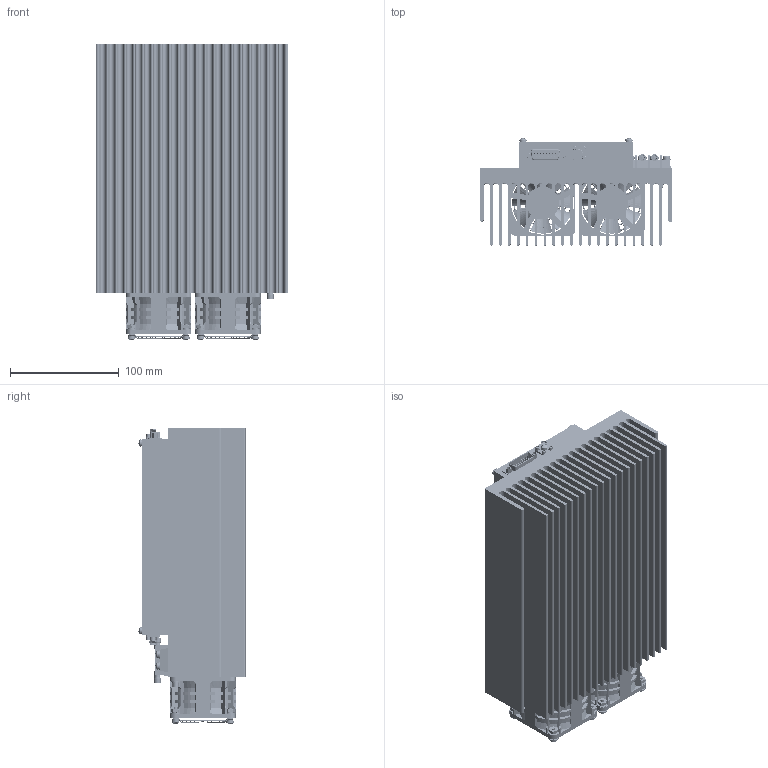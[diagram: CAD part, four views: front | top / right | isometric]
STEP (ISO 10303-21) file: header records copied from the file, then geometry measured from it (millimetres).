
FILE_DESCRIPTION (( 'STEP AP203' ), '1' );
FILE_NAME ('FMAM5033F_3D.step', '2022-08-03T16:25:17', ( '' ), ( '' ), 'SwSTEP 2.0', 'SolidWorks 2021', '' );
FILE_SCHEMA (( 'CONFIG_CONTROL_DESIGN' ));
Length unit declared in the file: inch
Products named in the file (44): ^__PE15A5033F_3D(2)_FMAM5033F; FMAM5033F_3D; ^Copy (3) of __PE15A5033F_3D(2)_FMAM5033F; Copy (3) of ^Copy (4) of __PE15A5033F_3D(2)_FMAM5033F; Copy (4) of ^_PE15A5033F_3D(2)_FMAM5033F; Copy (3) of ^_PE15A5033F_3D(2)_FMAM5033F; Copy (2) of ^_PE15A5033F_3D(2)_FMAM5033F; Copy (8) of ^Copy (3) of __PE15A5033F_3D(2)_FMAM5033F; ^_Copy (2) of __PE15A5033F_3D(2)_FMAM5033F; ^PE15A5033F_3D(2)_FMAM5033F; Copy (5) of ^__PE15A5033F_3D(2)_FMAM5033F; Copy (2) of ^Copy (2) of __PE15A5033F_3D(2)_FMAM5033F; Copy (2) of ^__PE15A5033F_3D(2)_FMAM5033F; ^Copy (2) of __PE15A5033F_3D(2)_FMAM5033F; ^___PE15A5033F_3D(2)_FMAM5033F; Copy (5) of ^Copy (3) of __PE15A5033F_3D(2)_FMAM5033F; Copy (9) of ^Copy (3) of __PE15A5033F_3D(2)_FMAM5033F; #1-72 PH_2-56 x ^Copy (3) of __PE15A5033F_3D(2)_FMAM5033F; Copy (2) of ^Copy (4) of __PE15A5033F_3D(2)_FMAM5033F; Copy (10) of ^Copy (3) of __PE15A5033F_3D(2)_FMAM5033F; Copy (12) of ^Copy (3) of __PE15A5033F_3D(2)_FMAM5033F; Copy (3) of ^Copy (2) of __PE15A5033F_3D(2)_FMAM5033F; Copy (4) of ^__PE15A5033F_3D(2)_FMAM5033F; PE15A5033F^Copy (3) of __PE15A5033F_3D(2)_FMAM5033F; Copy (11) of ^Copy (3) of __PE15A5033F_3D(2)_FMAM5033F; ^_PE15A5033F_3D(2)_FMAM5033F; CON00073_^Copy (3) of __PE15A5033F_3D(2)_FMAM5033F; Copy (3) of ^Copy (3) of __PE15A5033F_3D(2)_FMAM5033F; ^Copy (4) of __PE15A5033F_3D(2)_FMAM5033F; Copy (6) of ^Copy (3) of __PE15A5033F_3D(2)_FMAM5033F; Copy (2) of ^Copy (3) of __PE15A5033F_3D(2)_FMAM5033F; PE15A5033F_3D(2)^FMAM5033F; Copy (7) of ^Copy (3) of __PE15A5033F_3D(2)_FMAM5033F; Copy (3) of ^__PE15A5033F_3D(2)_FMAM5033F; Copy (4) of ^Copy (2) of __PE15A5033F_3D(2)_FMAM5033F; Copy (4) of ^Copy (3) of __PE15A5033F_3D(2)_FMAM5033F; Copy (4) of ^Copy (4) of __PE15A5033F_3D(2)_FMAM5033F; Copy (5) of ^Copy (2) of __PE15A5033F_3D(2)_FMAM5033F
Assembly tree (168 placements, depth 6):
  FMAM5033F_3D
    PE15A5033F_3D(2)^FMAM5033F
      ^PE15A5033F_3D(2)_FMAM5033F
        ^_PE15A5033F_3D(2)_FMAM5033F
          ^__PE15A5033F_3D(2)_FMAM5033F
            ^___PE15A5033F_3D(2)_FMAM5033F
          ^__PE15A5033F_3D(2)_FMAM5033F
          Copy (2) of ^__PE15A5033F_3D(2)_FMAM5033F  x4
          Copy (3) of ^__PE15A5033F_3D(2)_FMAM5033F  x4
          Copy (4) of ^__PE15A5033F_3D(2)_FMAM5033F  x11
          Copy (5) of ^__PE15A5033F_3D(2)_FMAM5033F  x4
        Copy (2) of ^_PE15A5033F_3D(2)_FMAM5033F
          ^Copy (2) of __PE15A5033F_3D(2)_FMAM5033F
            ^_Copy (2) of __PE15A5033F_3D(2)_FMAM5033F
          ^Copy (2) of __PE15A5033F_3D(2)_FMAM5033F
          Copy (2) of ^Copy (2) of __PE15A5033F_3D(2)_FMAM5033F  x4
          Copy (3) of ^Copy (2) of __PE15A5033F_3D(2)_FMAM5033F  x4
          Copy (4) of ^Copy (2) of __PE15A5033F_3D(2)_FMAM5033F  x11
          Copy (5) of ^Copy (2) of __PE15A5033F_3D(2)_FMAM5033F  x4
        Copy (3) of ^_PE15A5033F_3D(2)_FMAM5033F
          ^Copy (3) of __PE15A5033F_3D(2)_FMAM5033F
          PE15A5033F^Copy (3) of __PE15A5033F_3D(2)_FMAM5033F
          Copy (2) of ^Copy (3) of __PE15A5033F_3D(2)_FMAM5033F
          CON00073_^Copy (3) of __PE15A5033F_3D(2)_FMAM5033F  x2
          Copy (3) of ^Copy (3) of __PE15A5033F_3D(2)_FMAM5033F
          Copy (4) of ^Copy (3) of __PE15A5033F_3D(2)_FMAM5033F  x9
          Copy (5) of ^Copy (3) of __PE15A5033F_3D(2)_FMAM5033F  x8
          Copy (6) of ^Copy (3) of __PE15A5033F_3D(2)_FMAM5033F  x2
          Copy (7) of ^Copy (3) of __PE15A5033F_3D(2)_FMAM5033F  x2
          Copy (8) of ^Copy (3) of __PE15A5033F_3D(2)_FMAM5033F  x4
          #1-72 PH_2-56 x ^Copy (3) of __PE15A5033F_3D(2)_FMAM5033F  x3
          Copy (9) of ^Copy (3) of __PE15A5033F_3D(2)_FMAM5033F  x42
          Copy (10) of ^Copy (3) of __PE15A5033F_3D(2)_FMAM5033F  x2
          Copy (11) of ^Copy (3) of __PE15A5033F_3D(2)_FMAM5033F  x5
          Copy (12) of ^Copy (3) of __PE15A5033F_3D(2)_FMAM5033F
        Copy (4) of ^_PE15A5033F_3D(2)_FMAM5033F
          ^Copy (4) of __PE15A5033F_3D(2)_FMAM5033F
          Copy (2) of ^Copy (4) of __PE15A5033F_3D(2)_FMAM5033F  x4
          Copy (3) of ^Copy (4) of __PE15A5033F_3D(2)_FMAM5033F  x4
          Copy (4) of ^Copy (4) of __PE15A5033F_3D(2)_FMAM5033F  x4
        ^_PE15A5033F_3D(2)_FMAM5033F
        Copy (2) of ^_PE15A5033F_3D(2)_FMAM5033F  x4
        Copy (3) of ^_PE15A5033F_3D(2)_FMAM5033F  x4
        Copy (4) of ^_PE15A5033F_3D(2)_FMAM5033F  x4
Bounding box: 176.81 x 98.3 x 271.87 mm (x, y, z)
Volume: 1585838.9 mm3; surface area: 856996.6 mm2
Topology: 162 solids, 189 shells, 7766 faces, 19405 edges, 12402 vertices
Faces by surface type: plane 3693, cylinder 2199, bspline 1018, cone 510, torus 270, sphere 76
Entity records: 225220 total; most frequent: CARTESIAN_POINT 96343, ORIENTED_EDGE 26350, DIRECTION 22756, EDGE_CURVE 13179, VERTEX_POINT 8614, AXIS2_PLACEMENT_3D 7792, VECTOR 7172, LINE 7172
